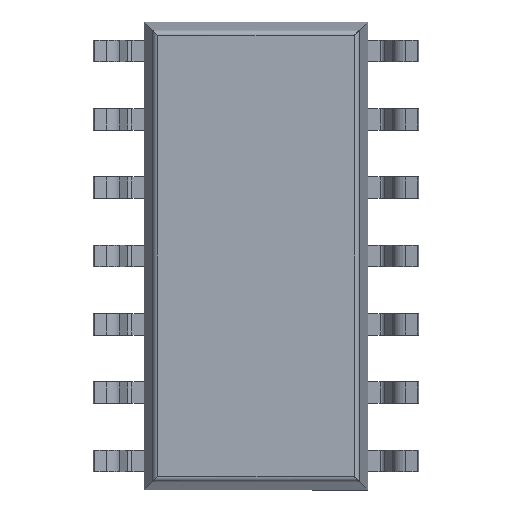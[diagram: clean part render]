
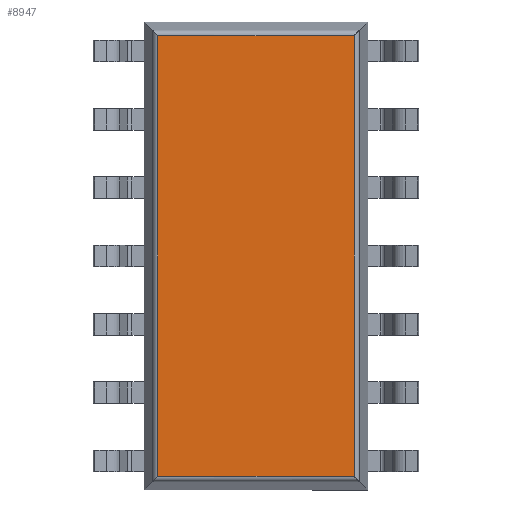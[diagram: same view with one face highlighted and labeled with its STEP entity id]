
A CAD part, front view. The second image highlights one B-rep face of the part: STEP entity #8947.
In plain terms, the highlighted planar face has unit normal (0, -1, 0).
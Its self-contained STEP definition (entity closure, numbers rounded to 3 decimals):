
#252 = AXIS2_PLACEMENT_3D ( 'NONE', #4407, #4408, #4409 ) ;
#391 = VECTOR ( 'NONE', #4980, 1000. ) ;
#394 = VECTOR ( 'NONE', #4986, 1000. ) ;
#395 = VECTOR ( 'NONE', #4982, 1000. ) ;
#402 = VECTOR ( 'NONE', #4984, 1000. ) ;
#824 = VERTEX_POINT ( 'NONE', #3908 ) ;
#825 = VERTEX_POINT ( 'NONE', #3909 ) ;
#826 = VERTEX_POINT ( 'NONE', #3910 ) ;
#841 = VERTEX_POINT ( 'NONE', #3922 ) ;
#2088 = EDGE_LOOP ( 'NONE', ( #2344, #2346, #2345, #2347 ) ) ;
#2344 = ORIENTED_EDGE ( 'NONE', *, *, #9000, .T. ) ;
#2345 = ORIENTED_EDGE ( 'NONE', *, *, #9001, .T. ) ;
#2346 = ORIENTED_EDGE ( 'NONE', *, *, #8999, .T. ) ;
#2347 = ORIENTED_EDGE ( 'NONE', *, *, #9002, .T. ) ;
#3908 = CARTESIAN_POINT ( 'NONE',  ( 1.824, 0.15, -4.099 ) ) ;
#3909 = CARTESIAN_POINT ( 'NONE',  ( -1.824, 0.15, -4.099 ) ) ;
#3910 = CARTESIAN_POINT ( 'NONE',  ( 1.824, 0.15, 4.099 ) ) ;
#3922 = CARTESIAN_POINT ( 'NONE',  ( -1.824, 0.15, 4.099 ) ) ;
#4308 = FACE_OUTER_BOUND ( 'NONE', #2088, .T. ) ;
#4406 = PLANE ( 'NONE',  #252 ) ;
#4407 = CARTESIAN_POINT ( 'NONE',  ( -2.075, 0.15, -4.35 ) ) ;
#4408 = DIRECTION ( 'NONE',  ( 0., -1., 0. ) ) ;
#4409 = DIRECTION ( 'NONE',  ( 0., 0., -1. ) ) ;
#4781 = LINE ( 'NONE', #4979, #391 ) ;
#4782 = LINE ( 'NONE', #4981, #395 ) ;
#4783 = LINE ( 'NONE', #4983, #402 ) ;
#4784 = LINE ( 'NONE', #4985, #394 ) ;
#4979 = CARTESIAN_POINT ( 'NONE',  ( -2.075, 0.15, -4.099 ) ) ;
#4980 = DIRECTION ( 'NONE',  ( 1., 0., 0. ) ) ;
#4981 = CARTESIAN_POINT ( 'NONE',  ( -1.824, 0.15, -4.35 ) ) ;
#4982 = DIRECTION ( 'NONE',  ( 0., 0., -1. ) ) ;
#4983 = CARTESIAN_POINT ( 'NONE',  ( 1.824, 0.15, -4.35 ) ) ;
#4984 = DIRECTION ( 'NONE',  ( 0., 0., 1. ) ) ;
#4985 = CARTESIAN_POINT ( 'NONE',  ( -2.075, 0.15, 4.099 ) ) ;
#4986 = DIRECTION ( 'NONE',  ( -1., 0., 0. ) ) ;
#8947 = ADVANCED_FACE ( 'NONE', ( #4308 ), #4406, .T. ) ;
#8999 = EDGE_CURVE ( 'NONE', #825, #824, #4781, .T. ) ;
#9000 = EDGE_CURVE ( 'NONE', #841, #825, #4782, .T. ) ;
#9001 = EDGE_CURVE ( 'NONE', #824, #826, #4783, .T. ) ;
#9002 = EDGE_CURVE ( 'NONE', #826, #841, #4784, .T. ) ;
